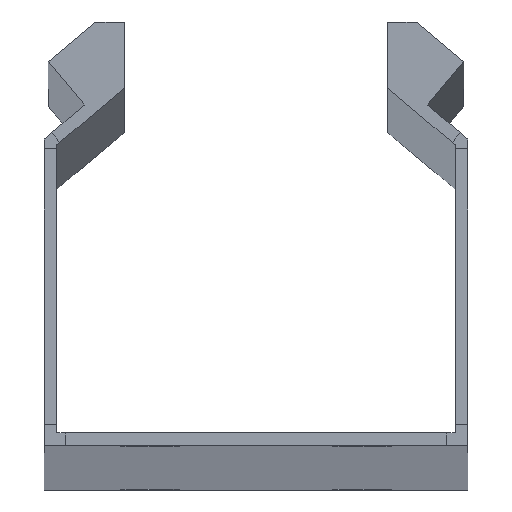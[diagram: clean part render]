
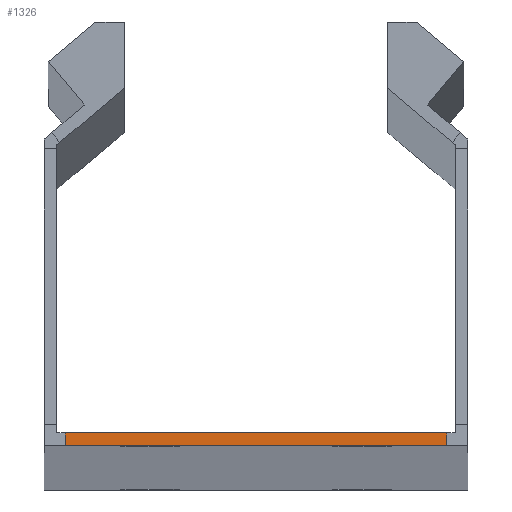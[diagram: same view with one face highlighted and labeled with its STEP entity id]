
A CAD part, top view. The second image highlights one B-rep face of the part: STEP entity #1326.
In plain terms, the highlighted planar face has unit normal (0, 0, 1).
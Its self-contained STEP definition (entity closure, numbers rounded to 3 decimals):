
#25 = LINE ( 'NONE', #176, #1723 ) ;
#172 = CARTESIAN_POINT ( 'NONE',  ( 22.5, 0., 1500. ) ) ;
#176 = CARTESIAN_POINT ( 'NONE',  ( -25., 0., 1500. ) ) ;
#250 = EDGE_CURVE ( 'NONE', #3789, #316, #2514, .T. ) ;
#316 = VERTEX_POINT ( 'NONE', #3734 ) ;
#432 = DIRECTION ( 'NONE',  ( -1., 0., 0. ) ) ;
#786 = VECTOR ( 'NONE', #813, 1000. ) ;
#813 = DIRECTION ( 'NONE',  ( 0., 1., 0. ) ) ;
#837 = DIRECTION ( 'NONE',  ( 1., 0., 0. ) ) ;
#840 = LINE ( 'NONE', #172, #786 ) ;
#853 = CARTESIAN_POINT ( 'NONE',  ( -25., 1.5, 1500. ) ) ;
#919 = ORIENTED_EDGE ( 'NONE', *, *, #2297, .F. ) ;
#959 = DIRECTION ( 'NONE',  ( -1., 0., 0. ) ) ;
#1217 = VERTEX_POINT ( 'NONE', #3848 ) ;
#1326 = ADVANCED_FACE ( 'NONE', ( #2138 ), #2089, .T. ) ;
#1552 = CARTESIAN_POINT ( 'NONE',  ( 22.5, 1.5, 1500. ) ) ;
#1723 = VECTOR ( 'NONE', #432, 1000. ) ;
#1812 = EDGE_LOOP ( 'NONE', ( #919, #3648, #3924, #4009 ) ) ;
#1870 = AXIS2_PLACEMENT_3D ( 'NONE', #3266, #3616, #837 ) ;
#1872 = VECTOR ( 'NONE', #3531, 1000. ) ;
#2089 = PLANE ( 'NONE',  #1870 ) ;
#2138 = FACE_OUTER_BOUND ( 'NONE', #1812, .T. ) ;
#2166 = VERTEX_POINT ( 'NONE', #2236 ) ;
#2199 = EDGE_CURVE ( 'NONE', #316, #1217, #3512, .T. ) ;
#2236 = CARTESIAN_POINT ( 'NONE',  ( 22.5, 0., 1500. ) ) ;
#2297 = EDGE_CURVE ( 'NONE', #2166, #1217, #25, .T. ) ;
#2514 = LINE ( 'NONE', #853, #2613 ) ;
#2613 = VECTOR ( 'NONE', #959, 1000. ) ;
#2847 = CARTESIAN_POINT ( 'NONE',  ( -22.5, 1.5, 1500. ) ) ;
#3266 = CARTESIAN_POINT ( 'NONE',  ( 23.5, 2.5, 1500. ) ) ;
#3512 = LINE ( 'NONE', #2847, #1872 ) ;
#3531 = DIRECTION ( 'NONE',  ( 0., -1., 0. ) ) ;
#3540 = EDGE_CURVE ( 'NONE', #2166, #3789, #840, .T. ) ;
#3616 = DIRECTION ( 'NONE',  ( 0., 0., 1. ) ) ;
#3648 = ORIENTED_EDGE ( 'NONE', *, *, #3540, .T. ) ;
#3734 = CARTESIAN_POINT ( 'NONE',  ( -22.5, 1.5, 1500. ) ) ;
#3789 = VERTEX_POINT ( 'NONE', #1552 ) ;
#3848 = CARTESIAN_POINT ( 'NONE',  ( -22.5, 0., 1500. ) ) ;
#3924 = ORIENTED_EDGE ( 'NONE', *, *, #250, .T. ) ;
#4009 = ORIENTED_EDGE ( 'NONE', *, *, #2199, .T. ) ;
